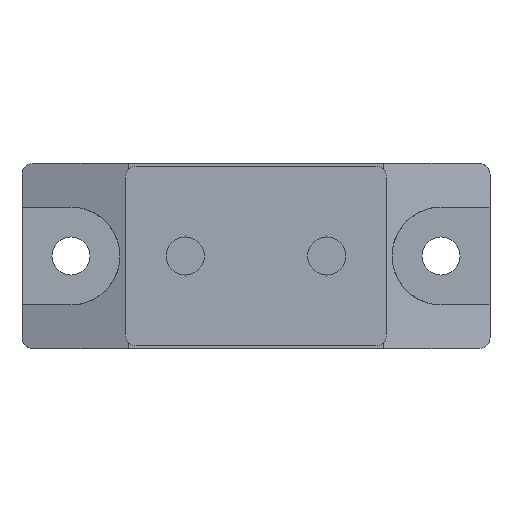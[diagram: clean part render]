
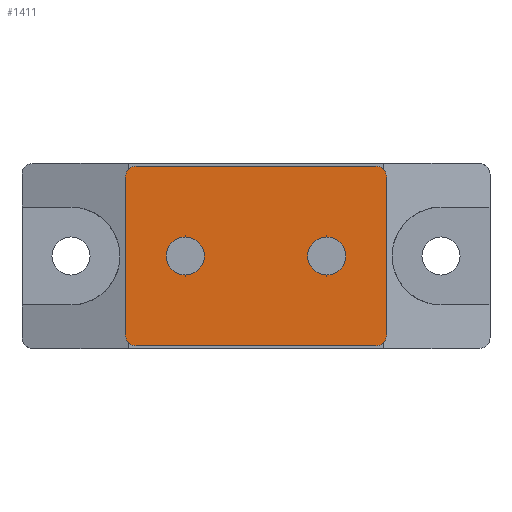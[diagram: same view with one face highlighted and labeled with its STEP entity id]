
A CAD part, left-side view. The second image highlights one B-rep face of the part: STEP entity #1411.
In plain terms, the highlighted planar face has unit normal (-1, 0, 0).
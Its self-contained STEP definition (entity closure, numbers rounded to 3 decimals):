
#34 = VERTEX_POINT ( 'NONE', #667 ) ;
#35 = VERTEX_POINT ( 'NONE', #676 ) ;
#46 = VERTEX_POINT ( 'NONE', #757 ) ;
#53 = VERTEX_POINT ( 'NONE', #767 ) ;
#57 = VERTEX_POINT ( 'NONE', #684 ) ;
#60 = VERTEX_POINT ( 'NONE', #742 ) ;
#62 = VERTEX_POINT ( 'NONE', #737 ) ;
#65 = VERTEX_POINT ( 'NONE', #724 ) ;
#85 = VERTEX_POINT ( 'NONE', #700 ) ;
#86 = VERTEX_POINT ( 'NONE', #745 ) ;
#104 = VERTEX_POINT ( 'NONE', #690 ) ;
#109 = VERTEX_POINT ( 'NONE', #726 ) ;
#310 = ORIENTED_EDGE ( 'NONE', *, *, #1481, .F. ) ;
#311 = ORIENTED_EDGE ( 'NONE', *, *, #1471, .T. ) ;
#312 = ORIENTED_EDGE ( 'NONE', *, *, #1479, .F. ) ;
#313 = ORIENTED_EDGE ( 'NONE', *, *, #1480, .F. ) ;
#314 = ORIENTED_EDGE ( 'NONE', *, *, #1244, .T. ) ;
#315 = ORIENTED_EDGE ( 'NONE', *, *, #1473, .F. ) ;
#316 = ORIENTED_EDGE ( 'NONE', *, *, #1478, .F. ) ;
#317 = ORIENTED_EDGE ( 'NONE', *, *, #1408, .F. ) ;
#356 = ORIENTED_EDGE ( 'NONE', *, *, #1402, .T. ) ;
#357 = ORIENTED_EDGE ( 'NONE', *, *, #1376, .F. ) ;
#358 = ORIENTED_EDGE ( 'NONE', *, *, #1367, .F. ) ;
#362 = ORIENTED_EDGE ( 'NONE', *, *, #1296, .T. ) ;
#514 = LINE ( 'NONE', #1675, #1590 ) ;
#545 = LINE ( 'NONE', #1712, #1982 ) ;
#548 = FACE_BOUND ( 'NONE', #1965, .T. ) ;
#549 = FACE_OUTER_BOUND ( 'NONE', #1928, .T. ) ;
#550 = FACE_BOUND ( 'NONE', #1963, .T. ) ;
#616 = LINE ( 'NONE', #1057, #1519 ) ;
#617 = LINE ( 'NONE', #986, #1534 ) ;
#667 = CARTESIAN_POINT ( 'NONE',  ( 0., -12., -7.25 ) ) ;
#676 = CARTESIAN_POINT ( 'NONE',  ( 0., -11., 8.25 ) ) ;
#684 = CARTESIAN_POINT ( 'NONE',  ( 0., 12., 7.25 ) ) ;
#690 = CARTESIAN_POINT ( 'NONE',  ( 0., -6.5, 1.75 ) ) ;
#700 = CARTESIAN_POINT ( 'NONE',  ( 0., 12., -7.25 ) ) ;
#714 = DIRECTION ( 'NONE',  ( 1., 0., 0. ) ) ;
#724 = CARTESIAN_POINT ( 'NONE',  ( 0., 11., -8.25 ) ) ;
#726 = CARTESIAN_POINT ( 'NONE',  ( 0., 6.5, 1.75 ) ) ;
#731 = CARTESIAN_POINT ( 'NONE',  ( 0., 6.5, 0. ) ) ;
#737 = CARTESIAN_POINT ( 'NONE',  ( 0., -11., -8.25 ) ) ;
#742 = CARTESIAN_POINT ( 'NONE',  ( 0., -6.5, -1.75 ) ) ;
#745 = CARTESIAN_POINT ( 'NONE',  ( 0., 11., 8.25 ) ) ;
#757 = CARTESIAN_POINT ( 'NONE',  ( 0., -12., 7.25 ) ) ;
#767 = CARTESIAN_POINT ( 'NONE',  ( 0., 6.5, -1.75 ) ) ;
#774 = DIRECTION ( 'NONE',  ( 0., 0., -1. ) ) ;
#803 = AXIS2_PLACEMENT_3D ( 'NONE', #1171, #1180, #1181 ) ;
#804 = CIRCLE ( 'NONE', #808, 1. ) ;
#808 = AXIS2_PLACEMENT_3D ( 'NONE', #1610, #1641, #1630 ) ;
#822 = DIRECTION ( 'NONE',  ( 0., 0., 1. ) ) ;
#829 = PLANE ( 'NONE',  #1977 ) ;
#838 = CARTESIAN_POINT ( 'NONE',  ( 0., 11., 7.25 ) ) ;
#842 = DIRECTION ( 'NONE',  ( -1., 0., 0. ) ) ;
#882 = CIRCLE ( 'NONE', #803, 1.75 ) ;
#920 = DIRECTION ( 'NONE',  ( 1., 0., 0. ) ) ;
#923 = DIRECTION ( 'NONE',  ( 0., 0., -1. ) ) ;
#924 = DIRECTION ( 'NONE',  ( 0., 1., 0. ) ) ;
#961 = CARTESIAN_POINT ( 'NONE',  ( 0., -11., -7.25 ) ) ;
#986 = CARTESIAN_POINT ( 'NONE',  ( 0., 11., -8.25 ) ) ;
#1027 = CARTESIAN_POINT ( 'NONE',  ( 0., 11., -7.25 ) ) ;
#1057 = CARTESIAN_POINT ( 'NONE',  ( 0., 12., 7.25 ) ) ;
#1083 = DIRECTION ( 'NONE',  ( 1., 0., 0. ) ) ;
#1095 = DIRECTION ( 'NONE',  ( 0., 0., 1. ) ) ;
#1115 = DIRECTION ( 'NONE',  ( 0., 0., -1. ) ) ;
#1171 = CARTESIAN_POINT ( 'NONE',  ( 0., -6.5, 0. ) ) ;
#1180 = DIRECTION ( 'NONE',  ( 1., 0., 0. ) ) ;
#1181 = DIRECTION ( 'NONE',  ( 0., 0., -1. ) ) ;
#1232 = CIRCLE ( 'NONE', #1234, 1.75 ) ;
#1234 = AXIS2_PLACEMENT_3D ( 'NONE', #731, #714, #774 ) ;
#1244 = EDGE_CURVE ( 'NONE', #109, #53, #1232, .T. ) ;
#1296 = EDGE_CURVE ( 'NONE', #104, #60, #882, .T. ) ;
#1367 = EDGE_CURVE ( 'NONE', #35, #46, #804, .T. ) ;
#1376 = EDGE_CURVE ( 'NONE', #86, #35, #514, .T. ) ;
#1402 = EDGE_CURVE ( 'NONE', #60, #104, #1991, .T. ) ;
#1408 = EDGE_CURVE ( 'NONE', #46, #34, #545, .T. ) ;
#1411 = ADVANCED_FACE ( 'NONE', ( #548, #549, #550 ), #829, .T. ) ;
#1471 = EDGE_CURVE ( 'NONE', #53, #109, #1556, .T. ) ;
#1473 = EDGE_CURVE ( 'NONE', #57, #86, #1496, .T. ) ;
#1478 = EDGE_CURVE ( 'NONE', #34, #62, #1512, .T. ) ;
#1479 = EDGE_CURVE ( 'NONE', #65, #85, #1543, .T. ) ;
#1480 = EDGE_CURVE ( 'NONE', #85, #57, #616, .T. ) ;
#1481 = EDGE_CURVE ( 'NONE', #62, #65, #617, .T. ) ;
#1496 = CIRCLE ( 'NONE', #1497, 1. ) ;
#1497 = AXIS2_PLACEMENT_3D ( 'NONE', #2147, #2162, #2173 ) ;
#1512 = CIRCLE ( 'NONE', #1550, 1. ) ;
#1519 = VECTOR ( 'NONE', #1095, 1000. ) ;
#1534 = VECTOR ( 'NONE', #924, 1000. ) ;
#1543 = CIRCLE ( 'NONE', #1551, 1. ) ;
#1545 = AXIS2_PLACEMENT_3D ( 'NONE', #2157, #2158, #2178 ) ;
#1550 = AXIS2_PLACEMENT_3D ( 'NONE', #961, #1083, #1115 ) ;
#1551 = AXIS2_PLACEMENT_3D ( 'NONE', #1027, #920, #923 ) ;
#1556 = CIRCLE ( 'NONE', #1545, 1.75 ) ;
#1590 = VECTOR ( 'NONE', #1676, 1000. ) ;
#1610 = CARTESIAN_POINT ( 'NONE',  ( 0., -11., 7.25 ) ) ;
#1630 = DIRECTION ( 'NONE',  ( 0., 0., 1. ) ) ;
#1641 = DIRECTION ( 'NONE',  ( 1., 0., 0. ) ) ;
#1664 = DIRECTION ( 'NONE',  ( 0., 0., -1. ) ) ;
#1666 = DIRECTION ( 'NONE',  ( 1., 0., 0. ) ) ;
#1675 = CARTESIAN_POINT ( 'NONE',  ( 0., 11., 8.25 ) ) ;
#1676 = DIRECTION ( 'NONE',  ( 0., -1., 0. ) ) ;
#1701 = CARTESIAN_POINT ( 'NONE',  ( 0., -6.5, 0. ) ) ;
#1712 = CARTESIAN_POINT ( 'NONE',  ( 0., -12., 7.25 ) ) ;
#1729 = DIRECTION ( 'NONE',  ( 0., 0., -1. ) ) ;
#1928 = EDGE_LOOP ( 'NONE', ( #315, #313, #312, #310, #316, #317, #358, #357 ) ) ;
#1963 = EDGE_LOOP ( 'NONE', ( #356, #362 ) ) ;
#1965 = EDGE_LOOP ( 'NONE', ( #311, #314 ) ) ;
#1977 = AXIS2_PLACEMENT_3D ( 'NONE', #838, #842, #822 ) ;
#1982 = VECTOR ( 'NONE', #1729, 1000. ) ;
#1991 = CIRCLE ( 'NONE', #1992, 1.75 ) ;
#1992 = AXIS2_PLACEMENT_3D ( 'NONE', #1701, #1666, #1664 ) ;
#2147 = CARTESIAN_POINT ( 'NONE',  ( 0., 11., 7.25 ) ) ;
#2157 = CARTESIAN_POINT ( 'NONE',  ( 0., 6.5, 0. ) ) ;
#2158 = DIRECTION ( 'NONE',  ( 1., 0., 0. ) ) ;
#2162 = DIRECTION ( 'NONE',  ( 1., 0., 0. ) ) ;
#2173 = DIRECTION ( 'NONE',  ( 0., 0., 1. ) ) ;
#2178 = DIRECTION ( 'NONE',  ( 0., 0., -1. ) ) ;
